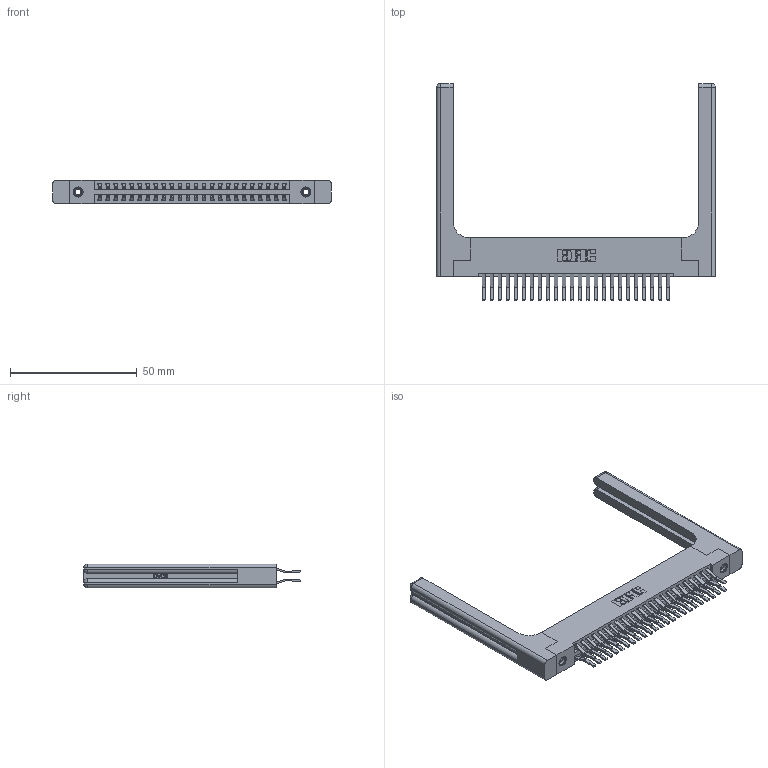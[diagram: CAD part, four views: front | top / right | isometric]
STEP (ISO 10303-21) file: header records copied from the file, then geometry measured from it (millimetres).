
FILE_DESCRIPTION (( 'STEP AP203' ), '1' );
FILE_NAME ('396-048-560-258.STEP', '2019-10-30T12:48:14', ( '' ), ( '' ), 'SwSTEP 2.0', 'SolidWorks 2016', '' );
FILE_SCHEMA (( 'CONFIG_CONTROL_DESIGN' ));
Length unit declared in the file: inch
Products named in the file (5): 396-048-560-258; 346-220-058_345-220-058; 345-250-001_345-250-001-102; 346 Part_Flush Mounting Lugs - 0.156 Dia-TH; 345-292-001_560 Tail
Assembly tree (53 placements, depth 2):
  396-048-560-258
    346 Part_Flush Mounting Lugs - 0.156 Dia-TH
    345-292-001_560 Tail  x48
    345-250-001_345-250-001-102  x2
    346-220-058_345-220-058  x2
Bounding box: 110.26 x 85.74 x 9.4 mm (x, y, z)
Volume: 18420.9 mm3; surface area: 20548.7 mm2
Topology: 53 solids, 53 shells, 2970 faces, 8723 edges, 5730 vertices
Faces by surface type: plane 1904, cylinder 1006, bspline 36, cone 12, sphere 8, torus 4
Entity records: 23356 total; most frequent: CARTESIAN_POINT 4881, ORIENTED_EDGE 3612, DIRECTION 3290, EDGE_CURVE 1806, VECTOR 1482, LINE 1482, VERTEX_POINT 1194, AXIS2_PLACEMENT_3D 904
